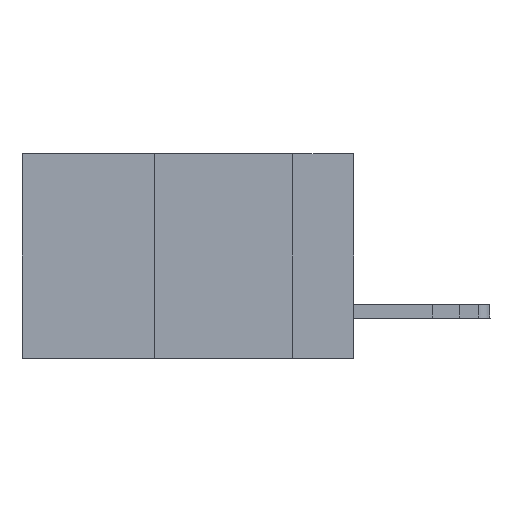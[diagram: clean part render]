
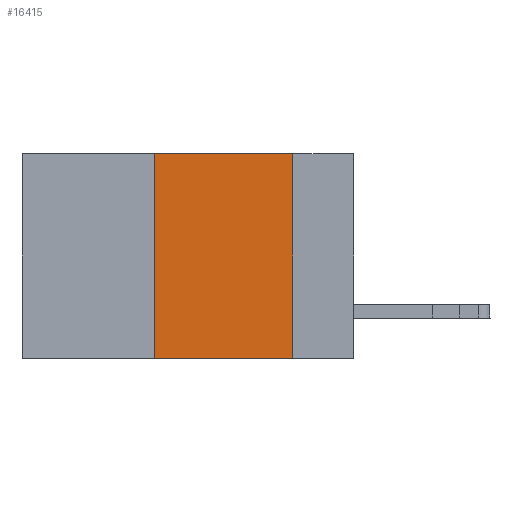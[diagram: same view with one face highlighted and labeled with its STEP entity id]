
A CAD part, left-side view. The second image highlights one B-rep face of the part: STEP entity #16415.
In plain terms, the highlighted planar face has unit normal (-1, 0, 0).
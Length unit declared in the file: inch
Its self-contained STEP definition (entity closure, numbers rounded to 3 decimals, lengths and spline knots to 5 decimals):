
#579 = DIRECTION ( 'NONE',  ( 0., 0., -1. ) ) ;
#1728 = CARTESIAN_POINT ( 'NONE',  ( 0., 0.36, 0. ) ) ;
#2810 = CARTESIAN_POINT ( 'NONE',  ( 0., 0.6, 0. ) ) ;
#4418 = VERTEX_POINT ( 'NONE', #14326 ) ;
#5005 = AXIS2_PLACEMENT_3D ( 'NONE', #16888, #11109, #14089 ) ;
#5278 = LINE ( 'NONE', #2810, #28826 ) ;
#5801 = DIRECTION ( 'NONE',  ( 0., -1., 0. ) ) ;
#6060 = VECTOR ( 'NONE', #25018, 39.37008 ) ;
#7503 = EDGE_LOOP ( 'NONE', ( #30680, #15916, #20506, #26791 ) ) ;
#8268 = CARTESIAN_POINT ( 'NONE',  ( 0., 0.11, 0. ) ) ;
#8485 = PLANE ( 'NONE',  #5005 ) ;
#11109 = DIRECTION ( 'NONE',  ( 1., 0., 0. ) ) ;
#11757 = EDGE_CURVE ( 'NONE', #4418, #16568, #22767, .T. ) ;
#13947 = CARTESIAN_POINT ( 'NONE',  ( 0., 0.11, 0. ) ) ;
#14089 = DIRECTION ( 'NONE',  ( 0., 0., -1. ) ) ;
#14326 = CARTESIAN_POINT ( 'NONE',  ( 0., 0.36, -0.37 ) ) ;
#15916 = ORIENTED_EDGE ( 'NONE', *, *, #25314, .F. ) ;
#16057 = LINE ( 'NONE', #13947, #33352 ) ;
#16415 = ADVANCED_FACE ( 'NONE', ( #25142 ), #8485, .F. ) ;
#16568 = VERTEX_POINT ( 'NONE', #31432 ) ;
#16888 = CARTESIAN_POINT ( 'NONE',  ( 0., 0.6, 0. ) ) ;
#16925 = VERTEX_POINT ( 'NONE', #1728 ) ;
#18878 = CARTESIAN_POINT ( 'NONE',  ( 0., 0.36, 0. ) ) ;
#19563 = VECTOR ( 'NONE', #25234, 39.37008 ) ;
#19799 = CARTESIAN_POINT ( 'NONE',  ( 0., 0.6, -0.37 ) ) ;
#20506 = ORIENTED_EDGE ( 'NONE', *, *, #30401, .F. ) ;
#21854 = LINE ( 'NONE', #18878, #6060 ) ;
#22767 = LINE ( 'NONE', #19799, #19563 ) ;
#24460 = EDGE_CURVE ( 'NONE', #26608, #16568, #16057, .T. ) ;
#25018 = DIRECTION ( 'NONE',  ( 0., 0., 1. ) ) ;
#25142 = FACE_OUTER_BOUND ( 'NONE', #7503, .T. ) ;
#25234 = DIRECTION ( 'NONE',  ( 0., -1., 0. ) ) ;
#25314 = EDGE_CURVE ( 'NONE', #16925, #26608, #5278, .T. ) ;
#26608 = VERTEX_POINT ( 'NONE', #8268 ) ;
#26791 = ORIENTED_EDGE ( 'NONE', *, *, #11757, .T. ) ;
#28826 = VECTOR ( 'NONE', #5801, 39.37008 ) ;
#30401 = EDGE_CURVE ( 'NONE', #4418, #16925, #21854, .T. ) ;
#30680 = ORIENTED_EDGE ( 'NONE', *, *, #24460, .F. ) ;
#31432 = CARTESIAN_POINT ( 'NONE',  ( 0., 0.11, -0.37 ) ) ;
#33352 = VECTOR ( 'NONE', #579, 39.37008 ) ;
